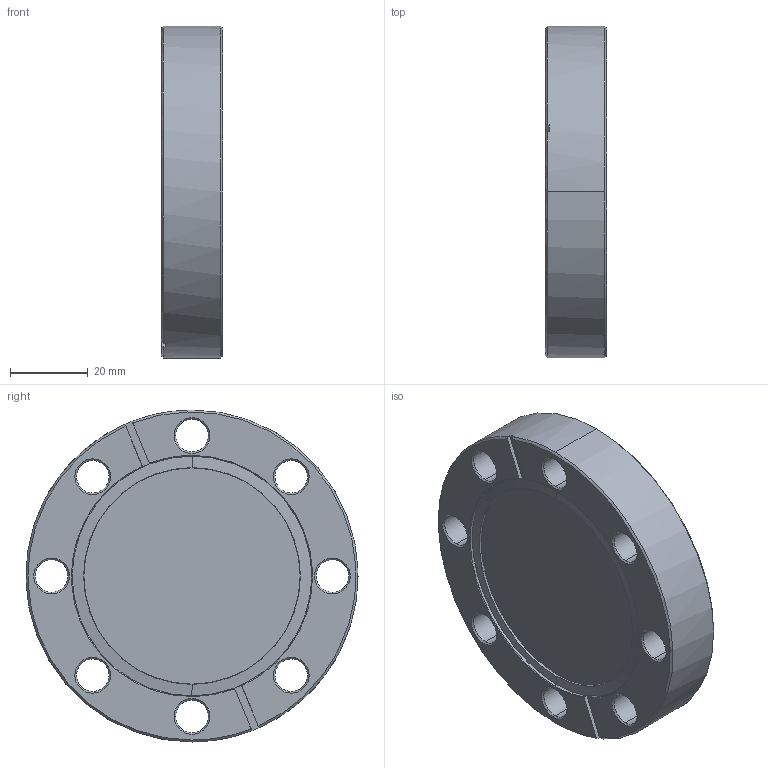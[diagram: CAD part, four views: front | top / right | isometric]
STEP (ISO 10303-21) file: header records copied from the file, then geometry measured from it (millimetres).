
FILE_DESCRIPTION (( 'STEP AP214' ), '1' );
FILE_NAME ('Hositrad_CF50-BR.STEP', '2017-04-28T09:00:07', ( 'Gebruiker' ), ( '' ), 'SwSTEP 2.0', 'SolidWorks 2017', '' );
FILE_SCHEMA (( 'AUTOMOTIVE_DESIGN' ));
Length unit declared in the file: millimetre
Products named in the file (3): CF50-BR outerring; CF50-BR innerring; Hositrad_CF50-BR
Assembly tree (2 placements, depth 2):
  Hositrad_CF50-BR
    CF50-BR innerring
    CF50-BR outerring
Bounding box: 15.8 x 85.6 x 85.6 mm (x, y, z)
Volume: 65879.3 mm3; surface area: 23857.1 mm2
Topology: 2 solids, 2 shells, 86 faces, 200 edges, 118 vertices
Faces by surface type: cone 50, cylinder 24, plane 12
Entity records: 2618 total; most frequent: DIRECTION 480, CARTESIAN_POINT 433, ORIENTED_EDGE 400, EDGE_CURVE 200, AXIS2_PLACEMENT_3D 197, VERTEX_POINT 118, CIRCLE 106, EDGE_LOOP 104
